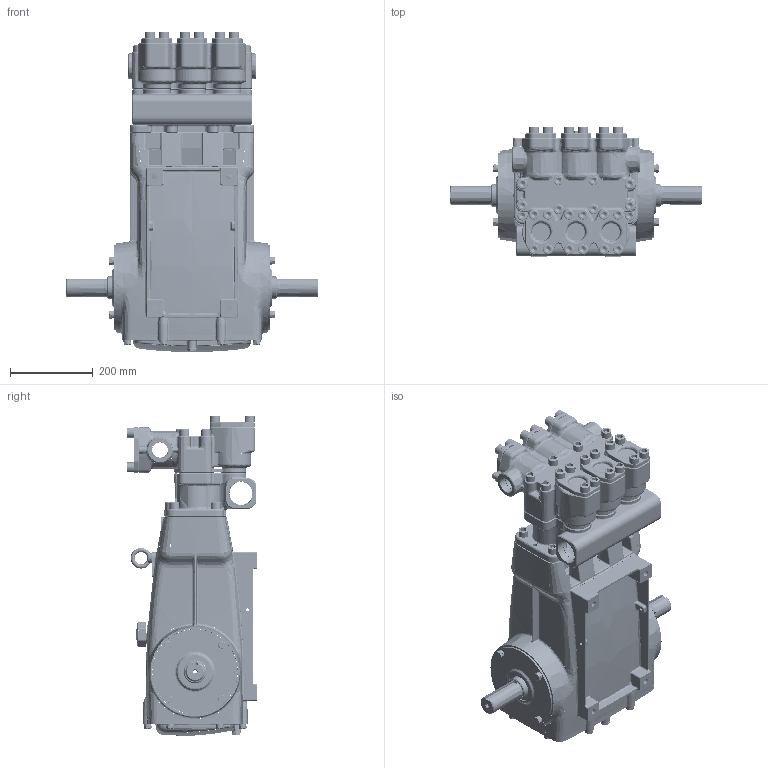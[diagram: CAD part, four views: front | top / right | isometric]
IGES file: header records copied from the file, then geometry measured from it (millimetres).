
Start section: SolidWorks IGES file using analytic representation for surfaces
Global section: file name: 67070.IGS; native system: SolidWorks 2021; preprocessor: SolidWorks 2021; author: SAL; date: 220601.144614; units: inch
Bounding box: 610 x 314.9 x 775.86 mm (x, y, z)
Surface area: 1557694.1 mm2 (no closed solid volume)
Topology: 0 solids, 0 shells, 3098 faces, 43515 edges, 43355 vertices
Faces by surface type: bspline 1814, revolution 1284
